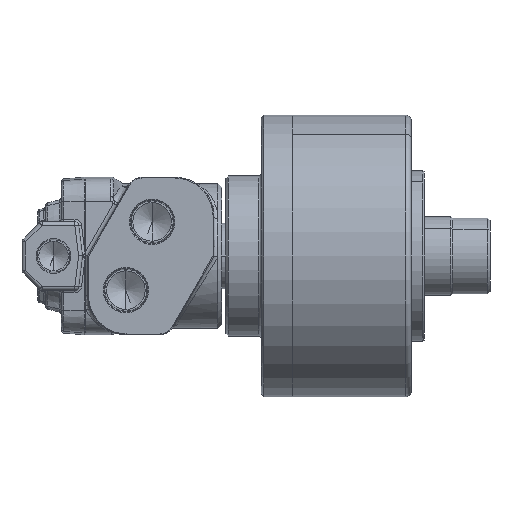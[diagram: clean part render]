
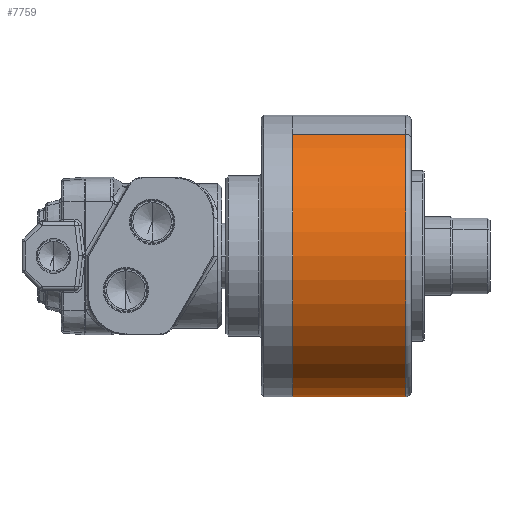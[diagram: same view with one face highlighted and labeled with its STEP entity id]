
A CAD part, front view. The second image highlights one B-rep face of the part: STEP entity #7759.
In plain terms, the highlighted cylindrical face has radius 53.5 mm (diameter 107 mm), a partial arc.
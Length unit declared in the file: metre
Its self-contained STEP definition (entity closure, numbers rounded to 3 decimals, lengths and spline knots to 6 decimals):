
#7491 = EDGE_CURVE ( 'NONE', #19896, #7655, #10726, .T. ) ;
#7594 = EDGE_CURVE ( 'NONE', #19915, #7815, #10870, .T. ) ;
#7655 = VERTEX_POINT ( 'NONE', #10955 ) ;
#7658 = EDGE_CURVE ( 'NONE', #7815, #7655, #11006, .T. ) ;
#7669 = ORIENTED_EDGE ( 'NONE', *, *, #7594, .F. ) ;
#7706 = EDGE_LOOP ( 'NONE', ( #7669, #7758, #7732, #7803 ) ) ;
#7732 = ORIENTED_EDGE ( 'NONE', *, *, #7491, .T. ) ;
#7758 = ORIENTED_EDGE ( 'NONE', *, *, #7806, .T. ) ;
#7759 = ADVANCED_FACE ( 'NONE', ( #13740 ), #13801, .T. ) ;
#7803 = ORIENTED_EDGE ( 'NONE', *, *, #7658, .F. ) ;
#7806 = EDGE_CURVE ( 'NONE', #19915, #19896, #12843, .T. ) ;
#7815 = VERTEX_POINT ( 'NONE', #12864 ) ;
#10678 = DIRECTION ( 'NONE',  ( -1., 0., 0. ) ) ;
#10679 = VECTOR ( 'NONE', #10678, 1. ) ;
#10680 = CARTESIAN_POINT ( 'NONE',  ( 0., 0., 0.0535 ) ) ;
#10726 = LINE ( 'NONE', #10680, #10679 ) ;
#10836 = DIRECTION ( 'NONE',  ( -1., 0., 0. ) ) ;
#10837 = CARTESIAN_POINT ( 'NONE',  ( 0., 0., -0.0535 ) ) ;
#10842 = VECTOR ( 'NONE', #10836, 1. ) ;
#10870 = LINE ( 'NONE', #10837, #10842 ) ;
#10955 = CARTESIAN_POINT ( 'NONE',  ( 0., 0., 0.0535 ) ) ;
#10994 = DIRECTION ( 'NONE',  ( -1., 0., 0. ) ) ;
#10995 = AXIS2_PLACEMENT_3D ( 'NONE', #11024, #10994, #11008 ) ;
#11006 = CIRCLE ( 'NONE', #10995, 0.0535 ) ;
#11008 = DIRECTION ( 'NONE',  ( 0., 0., 1. ) ) ;
#11024 = CARTESIAN_POINT ( 'NONE',  ( 0., 0., 0. ) ) ;
#12829 = DIRECTION ( 'NONE',  ( 0., 0., 1. ) ) ;
#12831 = DIRECTION ( 'NONE',  ( -1., 0., 0. ) ) ;
#12842 = CARTESIAN_POINT ( 'NONE',  ( 0.043, 0., 0. ) ) ;
#12843 = CIRCLE ( 'NONE', #12852, 0.0535 ) ;
#12852 = AXIS2_PLACEMENT_3D ( 'NONE', #12842, #12831, #12829 ) ;
#12864 = CARTESIAN_POINT ( 'NONE',  ( 0., 0., -0.0535 ) ) ;
#13740 = FACE_OUTER_BOUND ( 'NONE', #7706, .T. ) ;
#13742 = DIRECTION ( 'NONE',  ( 0., 0., 1. ) ) ;
#13743 = DIRECTION ( 'NONE',  ( -1., 0., 0. ) ) ;
#13744 = AXIS2_PLACEMENT_3D ( 'NONE', #13747, #13743, #13742 ) ;
#13747 = CARTESIAN_POINT ( 'NONE',  ( 0., 0., 0. ) ) ;
#13801 = CYLINDRICAL_SURFACE ( 'NONE', #13744, 0.0535 ) ;
#19896 = VERTEX_POINT ( 'NONE', #27695 ) ;
#19915 = VERTEX_POINT ( 'NONE', #27726 ) ;
#27695 = CARTESIAN_POINT ( 'NONE',  ( 0.043, 0., 0.0535 ) ) ;
#27726 = CARTESIAN_POINT ( 'NONE',  ( 0.043, 0., -0.0535 ) ) ;
